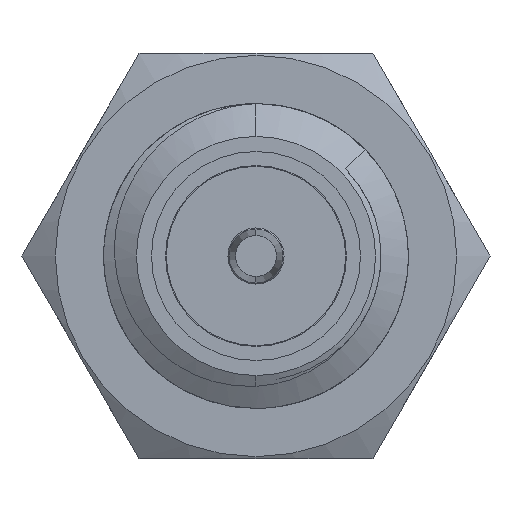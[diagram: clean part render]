
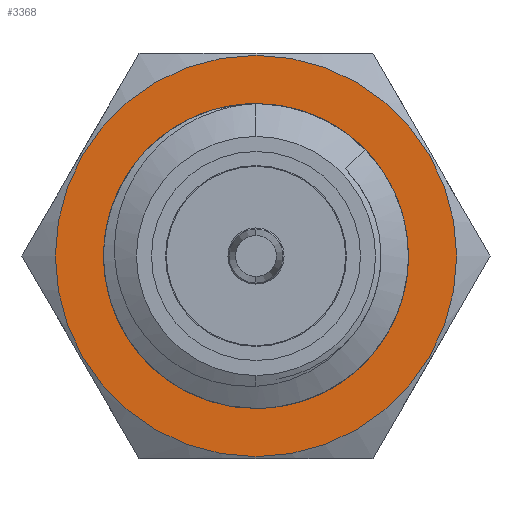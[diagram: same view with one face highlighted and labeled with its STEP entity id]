
A CAD part, left-side view. The second image highlights one B-rep face of the part: STEP entity #3368.
In plain terms, the highlighted planar face has unit normal (-1, 0, 0).
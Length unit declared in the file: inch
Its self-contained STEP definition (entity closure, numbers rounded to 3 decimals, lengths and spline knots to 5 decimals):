
#165 = AXIS2_PLACEMENT_3D ( 'NONE', #1255, #5687, #4674 ) ;
#284 = DIRECTION ( 'NONE',  ( 1., 0., 0. ) ) ;
#360 = EDGE_CURVE ( 'NONE', #1521, #1836, #3052, .T. ) ;
#532 = ORIENTED_EDGE ( 'NONE', *, *, #360, .T. ) ;
#658 = AXIS2_PLACEMENT_3D ( 'NONE', #3422, #4299, #5334 ) ;
#848 = FACE_BOUND ( 'NONE', #2915, .T. ) ;
#887 = CARTESIAN_POINT ( 'NONE',  ( 0.23766, 0., 0.07376 ) ) ;
#958 = DIRECTION ( 'NONE',  ( 0., 0., 1. ) ) ;
#964 = CIRCLE ( 'NONE', #165, 0.07376 ) ;
#1255 = CARTESIAN_POINT ( 'NONE',  ( 0.23766, 0., 0. ) ) ;
#1266 = CIRCLE ( 'NONE', #4870, 0.07376 ) ;
#1297 = EDGE_CURVE ( 'NONE', #3863, #4883, #964, .T. ) ;
#1521 = VERTEX_POINT ( 'NONE', #5620 ) ;
#1560 = EDGE_CURVE ( 'NONE', #1836, #1521, #2550, .T. ) ;
#1836 = VERTEX_POINT ( 'NONE', #5065 ) ;
#1903 = EDGE_CURVE ( 'NONE', #4883, #3863, #1266, .T. ) ;
#1956 = ORIENTED_EDGE ( 'NONE', *, *, #1297, .F. ) ;
#2070 = CARTESIAN_POINT ( 'NONE',  ( 0.23766, 0., 0. ) ) ;
#2550 = CIRCLE ( 'NONE', #658, 0.12378 ) ;
#2718 = PLANE ( 'NONE',  #6029 ) ;
#2843 = EDGE_LOOP ( 'NONE', ( #6043, #532 ) ) ;
#2915 = EDGE_LOOP ( 'NONE', ( #1956, #4217 ) ) ;
#3052 = CIRCLE ( 'NONE', #4558, 0.12378 ) ;
#3146 = CARTESIAN_POINT ( 'NONE',  ( 0.23766, 0., -0.07376 ) ) ;
#3368 = ADVANCED_FACE ( 'NONE', ( #848, #5078 ), #2718, .F. ) ;
#3422 = CARTESIAN_POINT ( 'NONE',  ( 0.23766, 0., 0. ) ) ;
#3548 = DIRECTION ( 'NONE',  ( -1., 0., 0. ) ) ;
#3863 = VERTEX_POINT ( 'NONE', #887 ) ;
#4217 = ORIENTED_EDGE ( 'NONE', *, *, #1903, .F. ) ;
#4251 = DIRECTION ( 'NONE',  ( -1., 0., 0. ) ) ;
#4299 = DIRECTION ( 'NONE',  ( -1., 0., 0. ) ) ;
#4558 = AXIS2_PLACEMENT_3D ( 'NONE', #2070, #3548, #5055 ) ;
#4641 = CARTESIAN_POINT ( 'NONE',  ( 0.23766, 0.07376, 0. ) ) ;
#4674 = DIRECTION ( 'NONE',  ( 0., 0., 1. ) ) ;
#4870 = AXIS2_PLACEMENT_3D ( 'NONE', #5250, #4251, #958 ) ;
#4883 = VERTEX_POINT ( 'NONE', #3146 ) ;
#5055 = DIRECTION ( 'NONE',  ( 0., 0., 1. ) ) ;
#5065 = CARTESIAN_POINT ( 'NONE',  ( 0.23766, 0., -0.12378 ) ) ;
#5078 = FACE_OUTER_BOUND ( 'NONE', #2843, .T. ) ;
#5250 = CARTESIAN_POINT ( 'NONE',  ( 0.23766, 0., 0. ) ) ;
#5334 = DIRECTION ( 'NONE',  ( 0., 0., 1. ) ) ;
#5615 = DIRECTION ( 'NONE',  ( 0., 0., -1. ) ) ;
#5620 = CARTESIAN_POINT ( 'NONE',  ( 0.23766, 0., 0.12378 ) ) ;
#5687 = DIRECTION ( 'NONE',  ( -1., 0., 0. ) ) ;
#6029 = AXIS2_PLACEMENT_3D ( 'NONE', #4641, #284, #5615 ) ;
#6043 = ORIENTED_EDGE ( 'NONE', *, *, #1560, .T. ) ;
